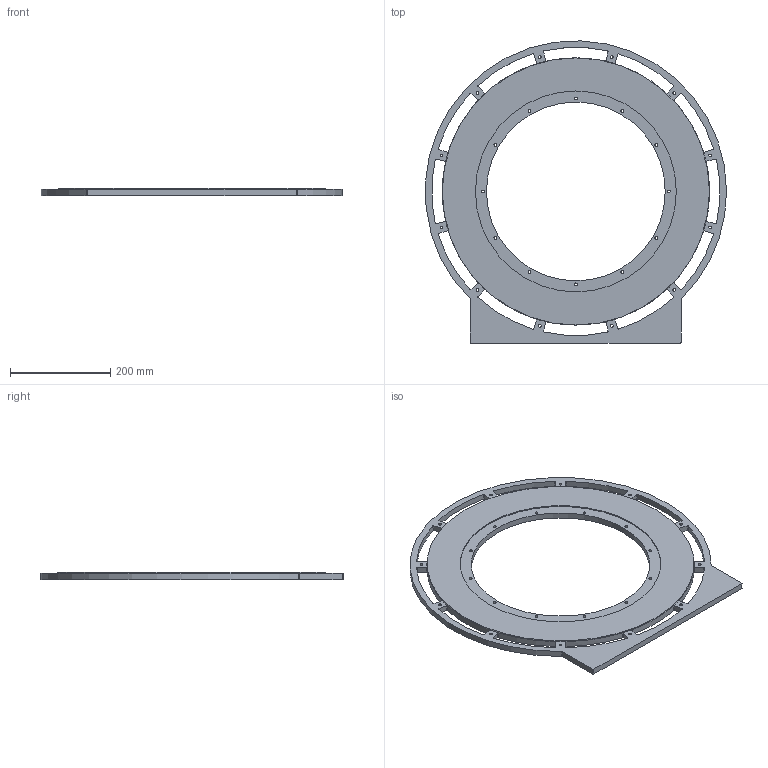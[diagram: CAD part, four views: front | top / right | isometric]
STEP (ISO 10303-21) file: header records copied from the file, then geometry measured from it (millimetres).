
FILE_DESCRIPTION(('FreeCAD Model'),'2;1');
FILE_NAME('Open CASCADE Shape Model','2022-04-26T21:06:31',(''),(''), 'Open CASCADE STEP processor 7.5','FreeCAD','Unknown');
FILE_SCHEMA(('AUTOMOTIVE_DESIGN { 1 0 10303 214 1 1 1 1 }'));
Length unit declared in the file: millimetre
Products named in the file (1): Cut
Bounding box: 599.41 x 601.85 x 14 mm (x, y, z)
Volume: 2150456.5 mm3; surface area: 416428 mm2
Topology: 1 solids, 1 shells, 135 faces, 411 edges, 268 vertices
Faces by surface type: cylinder 104, plane 31
Full cylindrical faces by diameter (mm): 5.5 x24, 356 x1, 400 x1, 532 x1
Entity records: 10478 total; most frequent: CARTESIAN_POINT 2198, DIRECTION 1625, ORIENTED_EDGE 822, PCURVE 822, DEFINITIONAL_REPRESENTATION 822, LINE 781, VECTOR 781, EDGE_CURVE 411
